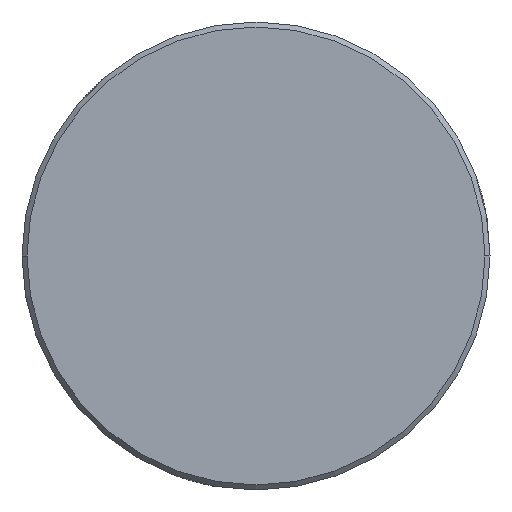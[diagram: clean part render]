
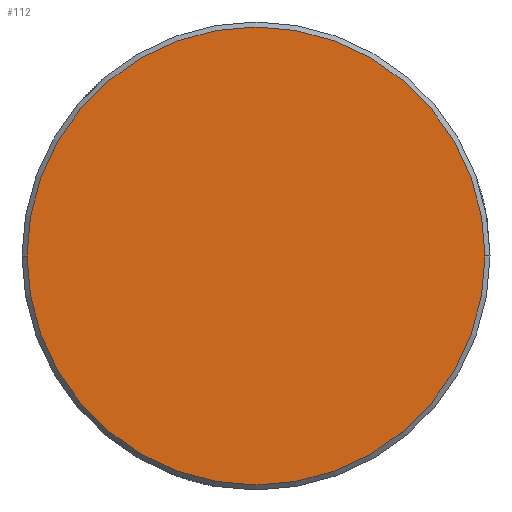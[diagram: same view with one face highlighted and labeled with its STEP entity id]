
A CAD part, left-side view. The second image highlights one B-rep face of the part: STEP entity #112.
In plain terms, the highlighted planar face has unit normal (-1, 0, 0).
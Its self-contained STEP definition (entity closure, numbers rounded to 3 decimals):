
#12 = AXIS2_PLACEMENT_3D ( 'NONE', #98, #265, #1039 ) ;
#63 = CARTESIAN_POINT ( 'NONE',  ( -93.6, 13.7, 0. ) ) ;
#67 = ORIENTED_EDGE ( 'NONE', *, *, #805, .T. ) ;
#98 = CARTESIAN_POINT ( 'NONE',  ( -93.6, -13.864, -13.864 ) ) ;
#112 = ADVANCED_FACE ( 'NONE', ( #389 ), #627, .T. ) ;
#168 = DIRECTION ( 'NONE',  ( 0., 1., 0. ) ) ;
#249 = CIRCLE ( 'NONE', #312, 13.7 ) ;
#256 = DIRECTION ( 'NONE',  ( -1., 0., 0. ) ) ;
#261 = VERTEX_POINT ( 'NONE', #1092 ) ;
#265 = DIRECTION ( 'NONE',  ( -1., 0., 0. ) ) ;
#311 = EDGE_LOOP ( 'NONE', ( #67, #473 ) ) ;
#312 = AXIS2_PLACEMENT_3D ( 'NONE', #615, #256, #1114 ) ;
#389 = FACE_OUTER_BOUND ( 'NONE', #311, .T. ) ;
#473 = ORIENTED_EDGE ( 'NONE', *, *, #907, .T. ) ;
#518 = DIRECTION ( 'NONE',  ( -1., 0., 0. ) ) ;
#615 = CARTESIAN_POINT ( 'NONE',  ( -93.6, 0., 0. ) ) ;
#627 = PLANE ( 'NONE',  #12 ) ;
#707 = AXIS2_PLACEMENT_3D ( 'NONE', #863, #518, #168 ) ;
#725 = VERTEX_POINT ( 'NONE', #63 ) ;
#773 = CIRCLE ( 'NONE', #707, 13.7 ) ;
#805 = EDGE_CURVE ( 'NONE', #725, #261, #249, .T. ) ;
#863 = CARTESIAN_POINT ( 'NONE',  ( -93.6, 0., 0. ) ) ;
#907 = EDGE_CURVE ( 'NONE', #261, #725, #773, .T. ) ;
#1039 = DIRECTION ( 'NONE',  ( 0., 0., 1. ) ) ;
#1092 = CARTESIAN_POINT ( 'NONE',  ( -93.6, -13.7, 0. ) ) ;
#1114 = DIRECTION ( 'NONE',  ( 0., 1., 0. ) ) ;
